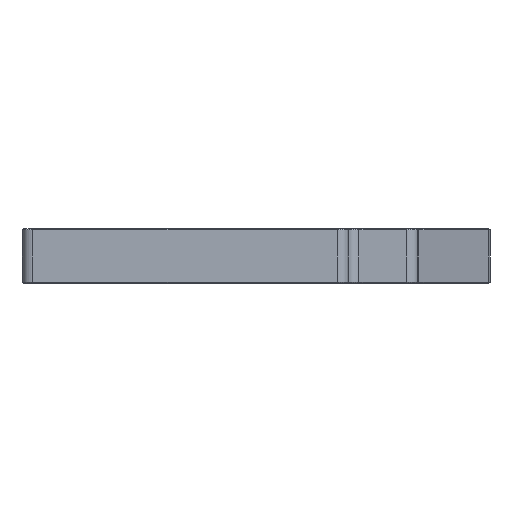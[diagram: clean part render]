
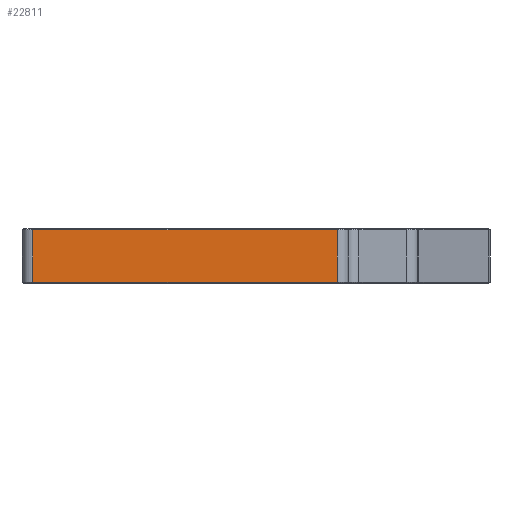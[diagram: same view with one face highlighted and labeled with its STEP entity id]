
A CAD part, left-side view. The second image highlights one B-rep face of the part: STEP entity #22811.
In plain terms, the highlighted planar face has unit normal (-1, 0, 0).
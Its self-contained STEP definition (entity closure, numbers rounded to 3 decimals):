
#638=PLANE('',#24586);
#1493=FACE_OUTER_BOUND('',#2802,.T.);
#2802=EDGE_LOOP('',(#17879,#17880,#17881,#17882));
#4376=LINE('',#35254,#6654);
#4535=LINE('',#35671,#6813);
#4636=LINE('',#35927,#6914);
#4637=LINE('',#35929,#6915);
#6654=VECTOR('',#28150,10.);
#6813=VECTOR('',#28627,10.);
#6914=VECTOR('',#28962,10.);
#6915=VECTOR('',#28965,10.);
#10181=VERTEX_POINT('',#35248);
#10182=VERTEX_POINT('',#35252);
#10280=VERTEX_POINT('',#35665);
#10281=VERTEX_POINT('',#35669);
#12702=EDGE_CURVE('',#10182,#10181,#4376,.T.);
#12912=EDGE_CURVE('',#10280,#10281,#4535,.T.);
#13040=EDGE_CURVE('',#10181,#10280,#4636,.T.);
#13041=EDGE_CURVE('',#10182,#10281,#4637,.T.);
#17879=ORIENTED_EDGE('',*,*,#12702,.F.);
#17880=ORIENTED_EDGE('',*,*,#13041,.T.);
#17881=ORIENTED_EDGE('',*,*,#12912,.F.);
#17882=ORIENTED_EDGE('',*,*,#13040,.F.);
#22811=ADVANCED_FACE('',(#1493),#638,.T.);
#24586=AXIS2_PLACEMENT_3D('',#35928,#28963,#28964);
#28150=DIRECTION('',(0.,1.,0.));
#28627=DIRECTION('',(0.,-1.,0.));
#28962=DIRECTION('',(0.,0.,1.));
#28963=DIRECTION('center_axis',(-1.,0.,0.));
#28964=DIRECTION('ref_axis',(0.,-1.,0.));
#28965=DIRECTION('',(0.,0.,1.));
#35248=CARTESIAN_POINT('',(35.732,160.624,-9.4));
#35252=CARTESIAN_POINT('',(35.732,77.236,-9.4));
#35254=CARTESIAN_POINT('',(35.732,126.221,-9.4));
#35665=CARTESIAN_POINT('',(35.732,160.624,4.9));
#35669=CARTESIAN_POINT('',(35.732,77.236,4.9));
#35671=CARTESIAN_POINT('',(35.732,126.221,4.9));
#35927=CARTESIAN_POINT('',(35.732,160.624,1.85));
#35928=CARTESIAN_POINT('Origin',(35.732,152.885,0.));
#35929=CARTESIAN_POINT('',(35.732,77.236,3.7));
